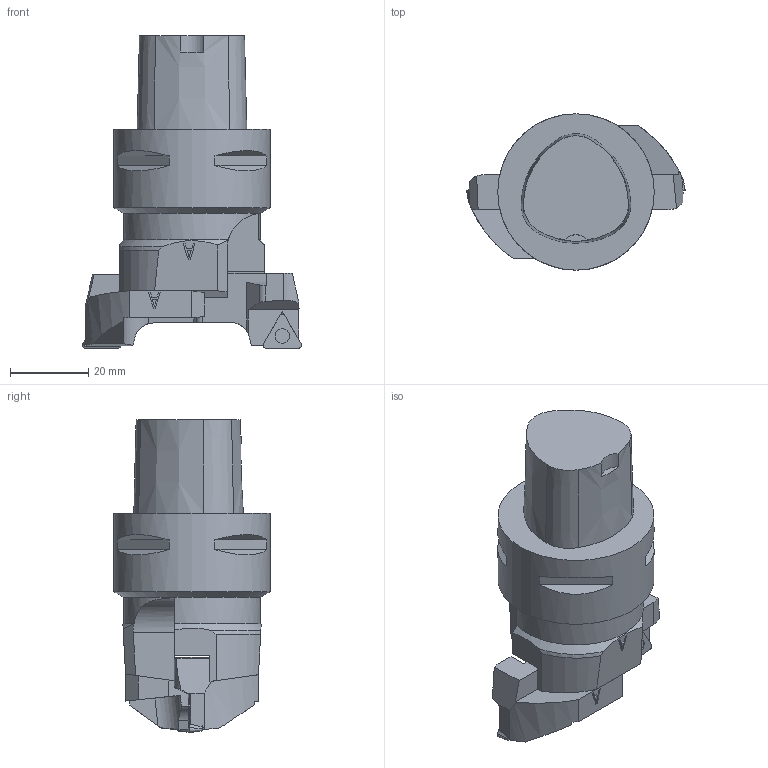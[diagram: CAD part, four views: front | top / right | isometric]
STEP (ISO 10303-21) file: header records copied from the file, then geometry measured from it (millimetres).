
FILE_DESCRIPTION(/* description */ (''),/* implementation_level */ '2;1');
FILE_NAME(/* name */ '1548234579351.stp',/* time_stamp */ '2019-01-23T10:09:56+01:00',/* author */ (''),/* organization */ ('SMS'),/* preprocessor_version */ 'ST-DEVELOPER v15',/* originating_system */ 'SIEMENS PLM Software NX 8.5',/* authorisation */ '');
FILE_SCHEMA (('AUTOMOTIVE_DESIGN { 1 0 10303 214 3 1 1 1 }'));
Length unit declared in the file: millimetre
Products named in the file (10): ASSEMBLY_CONSTRUCTION; 202023367mod000_00; 202024374mod000_00; 202022596mod000_00; 200953246mod000_01; 202023947mod000_00; 202023265mod000_00; 202027342mod000_00
Assembly tree (10 placements, depth 3):
  202027342mod000_00
    202023265mod000_00
      202022596mod000_00
      202024374mod000_00
      ASSEMBLY_CONSTRUCTION
    202023947mod000_00
      202023367mod000_00
      202024374mod000_00
      ASSEMBLY_CONSTRUCTION
    200953246mod000_01
    ASSEMBLY_CONSTRUCTION
Bounding box: 55.99 x 40 x 80 mm (x, y, z)
Volume: 66038.1 mm3; surface area: 14959 mm2
Topology: 5 solids, 5 shells, 210 faces, 546 edges, 381 vertices
Faces by surface type: plane 140, cylinder 25, cone 21, extrusion 16, torus 8
Full cylindrical faces by diameter (mm): 2.8 x4, 35 x1, 40 x1
Entity records: 6822 total; most frequent: CARTESIAN_POINT 1784, ORIENTED_EDGE 980, DIRECTION 915, EDGE_CURVE 490, VERTEX_POINT 332, AXIS2_PLACEMENT_3D 314, VECTOR 287, LINE 271
